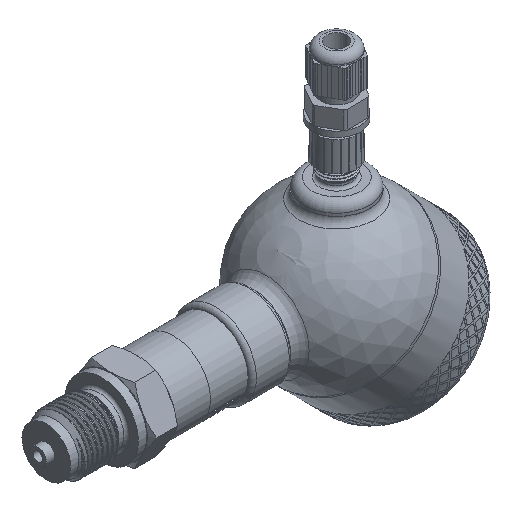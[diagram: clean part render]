
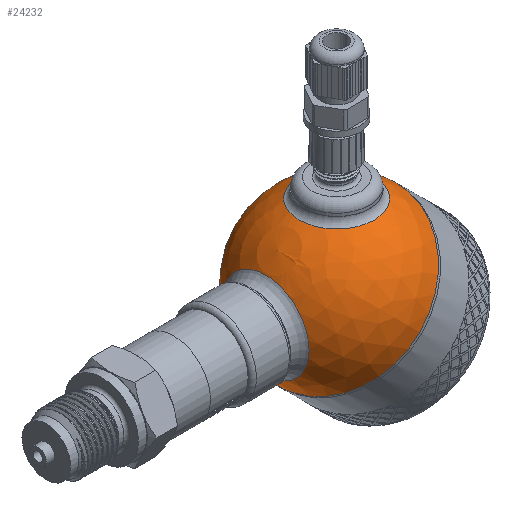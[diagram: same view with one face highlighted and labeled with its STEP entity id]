
A CAD part, isometric view. The second image highlights one B-rep face of the part: STEP entity #24232.
In plain terms, the highlighted spherical face has radius 30 mm.
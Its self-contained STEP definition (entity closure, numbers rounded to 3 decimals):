
#56=SPHERICAL_SURFACE('',#25678,30.);
#110=FACE_BOUND('',#3464,.T.);
#111=FACE_BOUND('',#3465,.T.);
#1888=FACE_OUTER_BOUND('',#3463,.T.);
#3463=EDGE_LOOP('',(#17724,#17725,#17726,#17727));
#3464=EDGE_LOOP('',(#17728));
#3465=EDGE_LOOP('',(#17729));
#4882=CIRCLE('',#25601,30.);
#4883=CIRCLE('',#25602,30.);
#4910=CIRCLE('',#25674,13.5);
#4913=CIRCLE('',#25679,30.);
#4914=CIRCLE('',#25680,15.643);
#9510=VERTEX_POINT('',#34310);
#9511=VERTEX_POINT('',#34312);
#10038=VERTEX_POINT('',#41076);
#10040=VERTEX_POINT('',#41083);
#10041=VERTEX_POINT('',#41085);
#12108=EDGE_CURVE('',#9510,#9511,#4882,.T.);
#12109=EDGE_CURVE('',#9511,#9510,#4883,.T.);
#12902=EDGE_CURVE('',#10038,#10038,#4910,.T.);
#12905=EDGE_CURVE('',#9511,#10040,#4913,.T.);
#12906=EDGE_CURVE('',#10041,#10041,#4914,.T.);
#17724=ORIENTED_EDGE('',*,*,#12109,.F.);
#17725=ORIENTED_EDGE('',*,*,#12905,.T.);
#17726=ORIENTED_EDGE('',*,*,#12905,.F.);
#17727=ORIENTED_EDGE('',*,*,#12108,.F.);
#17728=ORIENTED_EDGE('',*,*,#12906,.F.);
#17729=ORIENTED_EDGE('',*,*,#12902,.F.);
#24232=ADVANCED_FACE('',(#1888,#110,#111),#56,.T.);
#25601=AXIS2_PLACEMENT_3D('',#34313,#26898,#26899);
#25602=AXIS2_PLACEMENT_3D('',#34314,#26900,#26901);
#25674=AXIS2_PLACEMENT_3D('',#41077,#27322,#27323);
#25678=AXIS2_PLACEMENT_3D('',#41082,#27330,#27331);
#25679=AXIS2_PLACEMENT_3D('',#41084,#27332,#27333);
#25680=AXIS2_PLACEMENT_3D('',#41086,#27334,#27335);
#26898=DIRECTION('center_axis',(1.,0.,0.));
#26899=DIRECTION('ref_axis',(0.,1.,0.));
#26900=DIRECTION('center_axis',(1.,0.,0.));
#26901=DIRECTION('ref_axis',(0.,1.,0.));
#27322=DIRECTION('center_axis',(-0.707,0.,-0.707));
#27323=DIRECTION('ref_axis',(-0.707,0.,0.707));
#27330=DIRECTION('center_axis',(1.,0.,0.));
#27331=DIRECTION('ref_axis',(0.,-1.,0.));
#27332=DIRECTION('center_axis',(0.,0.,1.));
#27333=DIRECTION('ref_axis',(0.,1.,0.));
#27334=DIRECTION('center_axis',(-0.707,0.,0.707));
#27335=DIRECTION('ref_axis',(0.707,0.,0.707));
#34310=CARTESIAN_POINT('',(0.,-30.,0.));
#34312=CARTESIAN_POINT('',(0.,30.,0.));
#34313=CARTESIAN_POINT('Origin',(0.,0.,0.));
#34314=CARTESIAN_POINT('Origin',(0.,0.,0.));
#41076=CARTESIAN_POINT('',(-9.398,0.,-28.49));
#41077=CARTESIAN_POINT('Origin',(-18.944,0.,-18.944));
#41082=CARTESIAN_POINT('Origin',(0.,0.,0.));
#41083=CARTESIAN_POINT('',(-30.,0.,0.));
#41084=CARTESIAN_POINT('Origin',(0.,0.,0.));
#41085=CARTESIAN_POINT('',(-29.162,0.,7.04));
#41086=CARTESIAN_POINT('Origin',(-18.101,0.,18.101));
